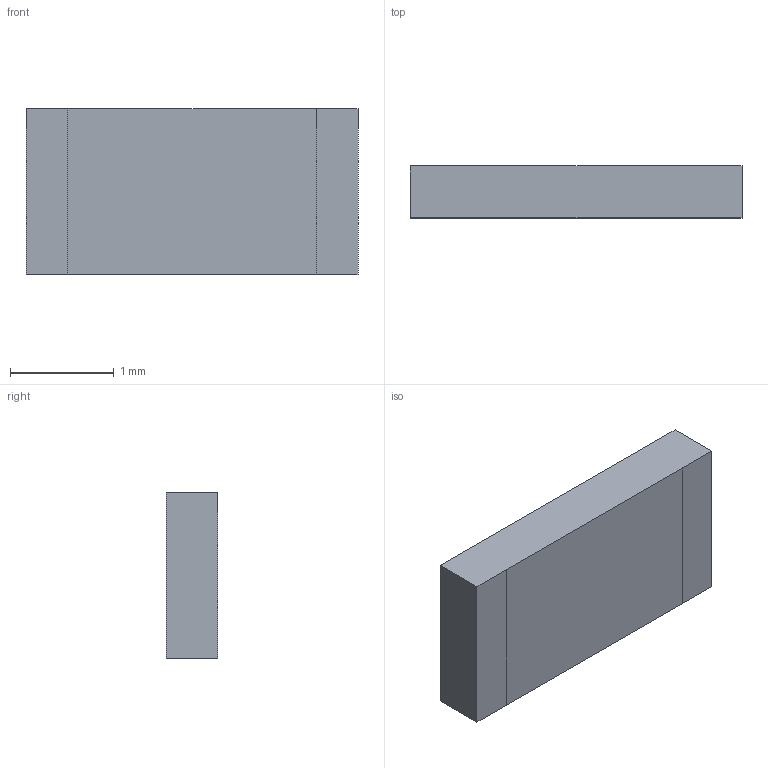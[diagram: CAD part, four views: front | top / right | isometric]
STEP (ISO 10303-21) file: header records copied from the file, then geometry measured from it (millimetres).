
FILE_DESCRIPTION (( 'STEP AP214' ), '1' );
FILE_NAME ('GGBLA.01.A.STEP', '2024-04-17T10:44:32', ( '' ), ( '' ), 'SwSTEP 2.0', 'SolidWorks 2022', '' );
FILE_SCHEMA (( 'AUTOMOTIVE_DESIGN' ));
Length unit declared in the file: millimetre
Products named in the file (1): GGBLA.01.A
Bounding box: 3.2 x 0.5 x 1.6 mm (x, y, z)
Volume: 2.6 mm3; surface area: 15 mm2
Topology: 1 solids, 1 shells, 10 faces, 24 edges, 16 vertices
Faces by surface type: plane 10
Entity records: 436 total; most frequent: CARTESIAN_POINT 63, ORIENTED_EDGE 48, DIRECTION 42, EDGE_CURVE 24, LINE 20, VECTOR 20, VERTEX_POINT 16, UNCERTAINTY_MEASURE_WITH_UNIT 13
